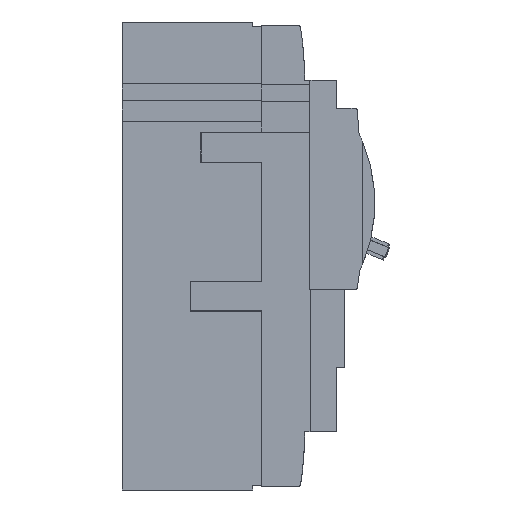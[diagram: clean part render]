
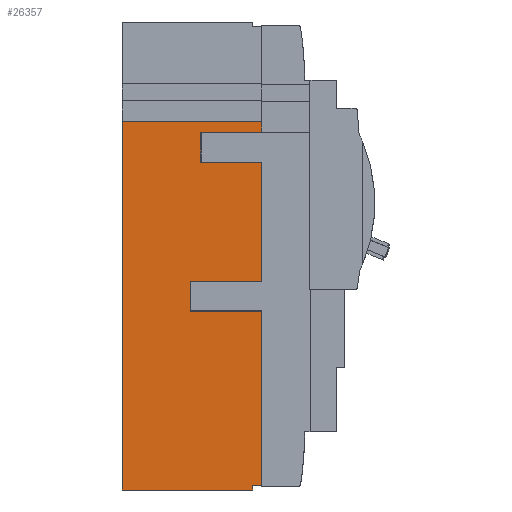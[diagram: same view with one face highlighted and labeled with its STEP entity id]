
A CAD part, left-side view. The second image highlights one B-rep face of the part: STEP entity #26357.
In plain terms, the highlighted planar face has unit normal (-1, 0, 0).
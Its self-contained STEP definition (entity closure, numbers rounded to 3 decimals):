
#13399=VERTEX_POINT('',#36278);
#13881=EDGE_CURVE('',#24511,#24411,#36805,.T.);
#14723=EDGE_CURVE('',#31115,#24411,#37723,.T.);
#17393=VERTEX_POINT('',#40641);
#18105=EDGE_CURVE('',#25717,#18639,#41428,.T.);
#18639=VERTEX_POINT('',#42019);
#19423=EDGE_CURVE('',#13399,#31115,#42870,.T.);
#19597=EDGE_CURVE('',#32385,#29147,#43069,.T.);
#20269=EDGE_CURVE('',#17393,#32827,#43810,.T.);
#23151=EDGE_CURVE('',#30377,#24511,#46975,.T.);
#23301=EDGE_CURVE('',#29147,#30377,#47141,.T.);
#24031=EDGE_CURVE('',#13399,#32503,#47932,.T.);
#24411=VERTEX_POINT('',#48355);
#24511=VERTEX_POINT('',#48464);
#24663=VERTEX_POINT('',#48635);
#25717=VERTEX_POINT('',#49770);
#26357=ADVANCED_FACE('',(#50465),#50466,.F.);
#27575=EDGE_CURVE('',#24663,#31283,#51834,.T.);
#28911=EDGE_CURVE('',#32385,#18639,#53285,.T.);
#29147=VERTEX_POINT('',#53540);
#29359=EDGE_CURVE('',#32503,#24663,#53771,.T.);
#30377=VERTEX_POINT('',#54884);
#30847=EDGE_CURVE('',#17393,#31283,#55401,.T.);
#31115=VERTEX_POINT('',#55692);
#31283=VERTEX_POINT('',#55874);
#32385=VERTEX_POINT('',#57080);
#32503=VERTEX_POINT('',#57206);
#32827=VERTEX_POINT('',#57557);
#33589=EDGE_CURVE('',#32827,#25717,#58407,.T.);
#36278=CARTESIAN_POINT('',(-87.45,-53.999,47.795));
#36805=LINE('',#62874,#62875);
#37723=LINE('',#64175,#64176);
#40641=CARTESIAN_POINT('',(-87.45,-54.,-9.705));
#41428=LINE('',#69588,#69589);
#42019=CARTESIAN_POINT('',(-87.45,-54.,-21.305));
#42870=LINE('',#71742,#71743);
#43069=LINE('',#72036,#72037);
#43810=LINE('',#73070,#73071);
#46975=LINE('',#77821,#77822);
#47141=LINE('',#78069,#78070);
#47932=LINE('',#79200,#79201);
#48355=CARTESIAN_POINT('',(-87.45,0.0,51.995));
#48464=CARTESIAN_POINT('',(-87.45,0.0,-90.505));
#48635=CARTESIAN_POINT('',(-87.45,-30.4,36.195));
#49770=CARTESIAN_POINT('',(-87.45,-26.4,-21.305));
#50465=FACE_OUTER_BOUND('',#83008,.T.);
#50466=PLANE('',#83009);
#51834=LINE('',#85040,#85041);
#53285=LINE('',#87204,#87205);
#53540=CARTESIAN_POINT('',(-87.45,-50.5,-88.905));
#53771=LINE('',#87885,#87886);
#54884=CARTESIAN_POINT('',(-87.45,-50.5,-90.505));
#55401=LINE('',#90241,#90242);
#55692=CARTESIAN_POINT('',(-87.45,-53.999,51.995));
#55874=CARTESIAN_POINT('',(-87.45,-54.,36.195));
#57080=CARTESIAN_POINT('',(-87.45,-54.,-88.905));
#57206=CARTESIAN_POINT('',(-87.45,-30.4,47.795));
#57557=CARTESIAN_POINT('',(-87.45,-26.4,-9.705));
#58407=LINE('',#94540,#94541);
#62874=CARTESIAN_POINT('',(-87.45,0.0,-90.505));
#62875=VECTOR('',#98110,1.0);
#64175=CARTESIAN_POINT('',(-87.45,-12.744,51.995));
#64176=VECTOR('',#99081,1.0);
#69588=CARTESIAN_POINT('',(-87.45,-26.4,-21.305));
#69589=VECTOR('',#102996,1.0);
#71742=CARTESIAN_POINT('',(-87.45,-53.999,26.979));
#71743=VECTOR('',#104599,1.0);
#72036=CARTESIAN_POINT('',(-87.45,-54.0,-88.905));
#72037=VECTOR('',#104891,1.0);
#73070=CARTESIAN_POINT('',(-87.45,-54.0,-9.705));
#73071=VECTOR('',#105659,1.0);
#77821=CARTESIAN_POINT('',(-87.45,-50.5,-90.505));
#77822=VECTOR('',#109122,1.0);
#78069=CARTESIAN_POINT('',(-87.45,-50.5,-88.905));
#78070=VECTOR('',#109306,1.0);
#79200=CARTESIAN_POINT('',(-87.45,-54.0,47.795));
#79201=VECTOR('',#110038,1.0);
#83008=EDGE_LOOP('',(#112644,#112645,#112646,#112647,#112648,#112649,#112650,#112651,#112652,#112653,#112654,#112655,#112656,#112657));
#83009=AXIS2_PLACEMENT_3D('',#112658,#112659,#112660);
#85040=CARTESIAN_POINT('',(-87.45,-30.4,36.195));
#85041=VECTOR('',#114274,1.0);
#87204=CARTESIAN_POINT('',(-87.45,-54.,-43.521));
#87205=VECTOR('',#115774,1.0);
#87885=CARTESIAN_POINT('',(-87.45,-30.4,47.795));
#87886=VECTOR('',#116242,1.0);
#90241=CARTESIAN_POINT('',(-87.45,-54.,-3.921));
#90242=VECTOR('',#117947,1.0);
#94540=CARTESIAN_POINT('',(-87.45,-26.4,-9.705));
#94541=VECTOR('',#121036,1.0);
#98110=DIRECTION('',(0.0,0.0,1.0));
#99081=DIRECTION('',(-0.0,1.0,0.0));
#102996=DIRECTION('',(0.0,-1.0,0.0));
#104599=DIRECTION('',(0.0,0.0,1.0));
#104891=DIRECTION('',(0.0,1.0,0.0));
#105659=DIRECTION('',(0.0,1.0,0.0));
#109122=DIRECTION('',(0.0,1.0,0.0));
#109306=DIRECTION('',(0.0,0.0,-1.0));
#110038=DIRECTION('',(0.0,1.0,0.0));
#112644=ORIENTED_EDGE('',*,*,#28911,.T.);
#112645=ORIENTED_EDGE('',*,*,#18105,.F.);
#112646=ORIENTED_EDGE('',*,*,#33589,.F.);
#112647=ORIENTED_EDGE('',*,*,#20269,.F.);
#112648=ORIENTED_EDGE('',*,*,#30847,.T.);
#112649=ORIENTED_EDGE('',*,*,#27575,.F.);
#112650=ORIENTED_EDGE('',*,*,#29359,.F.);
#112651=ORIENTED_EDGE('',*,*,#24031,.F.);
#112652=ORIENTED_EDGE('',*,*,#19423,.T.);
#112653=ORIENTED_EDGE('',*,*,#14723,.T.);
#112654=ORIENTED_EDGE('',*,*,#13881,.F.);
#112655=ORIENTED_EDGE('',*,*,#23151,.F.);
#112656=ORIENTED_EDGE('',*,*,#23301,.F.);
#112657=ORIENTED_EDGE('',*,*,#19597,.F.);
#112658=CARTESIAN_POINT('',(-87.45,-28.469,1.963));
#112659=DIRECTION('',(1.0,0.0,0.0));
#112660=DIRECTION('',(0.0,1.0,0.0));
#114274=DIRECTION('',(0.0,-1.0,0.0));
#115774=DIRECTION('',(0.0,0.0,1.0));
#116242=DIRECTION('',(0.0,0.0,-1.0));
#117947=DIRECTION('',(0.0,0.0,1.0));
#121036=DIRECTION('',(0.0,0.0,-1.0));
